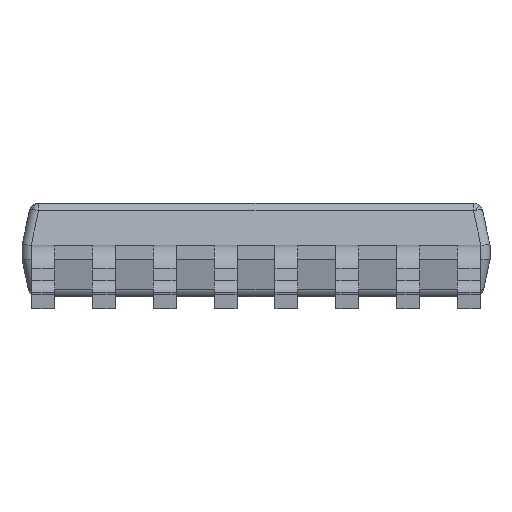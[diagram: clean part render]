
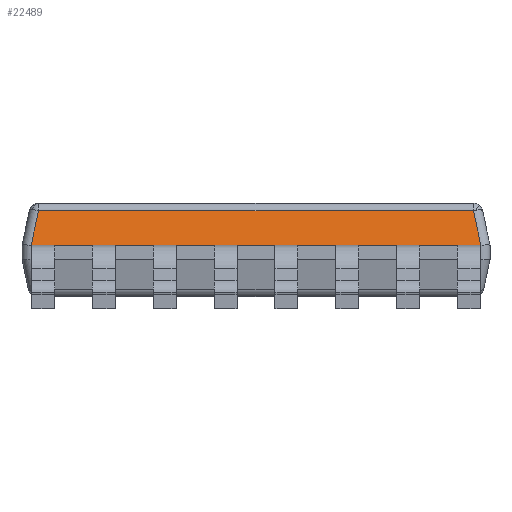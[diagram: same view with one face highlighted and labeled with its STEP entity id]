
A CAD part, left-side view. The second image highlights one B-rep face of the part: STEP entity #22489.
In plain terms, the highlighted planar face has unit normal (-0.978, 0, 0.208).
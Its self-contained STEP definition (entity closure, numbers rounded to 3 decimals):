
#330 = CARTESIAN_POINT ( 'NONE',  ( -2.2, 2.401, 0.68 ) ) ;
#454 = LINE ( 'NONE', #10658, #4996 ) ;
#665 = CARTESIAN_POINT ( 'NONE',  ( -2.121, 2.323, 1.051 ) ) ;
#3144 = VERTEX_POINT ( 'NONE', #665 ) ;
#4420 = DIRECTION ( 'NONE',  ( 0., -1., 0. ) ) ;
#4486 = EDGE_LOOP ( 'NONE', ( #7024, #17110, #12750, #22776, #18032, #5514 ) ) ;
#4529 = CARTESIAN_POINT ( 'NONE',  ( -2.2, -2.402, 0.68 ) ) ;
#4712 = AXIS2_PLACEMENT_3D ( 'NONE', #9671, #19399, #9755 ) ;
#4996 = VECTOR ( 'NONE', #10574, 1000. ) ;
#5514 = ORIENTED_EDGE ( 'NONE', *, *, #23072, .F. ) ;
#5532 = PLANE ( 'NONE',  #4712 ) ;
#6408 = CARTESIAN_POINT ( 'NONE',  ( -2.121, 2.323, 1.051 ) ) ;
#6493 = CARTESIAN_POINT ( 'NONE',  ( -2.2, -2.4, 0.68 ) ) ;
#7024 = ORIENTED_EDGE ( 'NONE', *, *, #17852, .T. ) ;
#8607 = LINE ( 'NONE', #22146, #10134 ) ;
#8627 = VECTOR ( 'NONE', #12397, 1000. ) ;
#9671 = CARTESIAN_POINT ( 'NONE',  ( -2.2, 2.5, 0.68 ) ) ;
#9755 = DIRECTION ( 'NONE',  ( 0., -1., 0. ) ) ;
#9983 = CARTESIAN_POINT ( 'NONE',  ( -2.2, 2.402, 0.68 ) ) ;
#10134 = VECTOR ( 'NONE', #4420, 1000. ) ;
#10475 = CARTESIAN_POINT ( 'NONE',  ( -2.121, -2.323, 1.051 ) ) ;
#10574 = DIRECTION ( 'NONE',  ( -0.204, -0.204, -0.958 ) ) ;
#10658 = CARTESIAN_POINT ( 'NONE',  ( -2.121, -2.323, 1.051 ) ) ;
#12082 = DIRECTION ( 'NONE',  ( 0., -1., 0. ) ) ;
#12397 = DIRECTION ( 'NONE',  ( -0.204, 0.204, -0.958 ) ) ;
#12750 = ORIENTED_EDGE ( 'NONE', *, *, #21351, .T. ) ;
#13859 = CARTESIAN_POINT ( 'NONE',  ( -2.2, -2.4, 0.68 ) ) ;
#13979 = CARTESIAN_POINT ( 'NONE',  ( -2.2, 2.4, 0.68 ) ) ;
#14058 = CARTESIAN_POINT ( 'NONE',  ( -2.2, 2.401, 0.68 ) ) ;
#14125 = VERTEX_POINT ( 'NONE', #13979 ) ;
#14138 = B_SPLINE_CURVE_WITH_KNOTS ( 'NONE', 3,
 ( #9983, #330, #14058, #15862 ),
 .UNSPECIFIED., .F., .F.,
 ( 4, 4 ),
 ( 0., 1. ),
 .UNSPECIFIED. ) ;
#15862 = CARTESIAN_POINT ( 'NONE',  ( -2.2, 2.4, 0.68 ) ) ;
#15925 = VERTEX_POINT ( 'NONE', #10475 ) ;
#16549 = LINE ( 'NONE', #6408, #8627 ) ;
#16978 = LINE ( 'NONE', #17723, #17256 ) ;
#17110 = ORIENTED_EDGE ( 'NONE', *, *, #19350, .T. ) ;
#17256 = VECTOR ( 'NONE', #12082, 1000. ) ;
#17305 = FACE_OUTER_BOUND ( 'NONE', #4486, .T. ) ;
#17723 = CARTESIAN_POINT ( 'NONE',  ( -2.121, 2.323, 1.051 ) ) ;
#17852 = EDGE_CURVE ( 'NONE', #3144, #24312, #16549, .T. ) ;
#17877 = EDGE_CURVE ( 'NONE', #22108, #24435, #23450, .T. ) ;
#18032 = ORIENTED_EDGE ( 'NONE', *, *, #20358, .F. ) ;
#19350 = EDGE_CURVE ( 'NONE', #24312, #14125, #14138, .T. ) ;
#19399 = DIRECTION ( 'NONE',  ( -0.978, 0., 0.208 ) ) ;
#20039 = CARTESIAN_POINT ( 'NONE',  ( -2.2, -2.402, 0.68 ) ) ;
#20358 = EDGE_CURVE ( 'NONE', #15925, #24435, #454, .T. ) ;
#21351 = EDGE_CURVE ( 'NONE', #14125, #22108, #8607, .T. ) ;
#22108 = VERTEX_POINT ( 'NONE', #13859 ) ;
#22146 = CARTESIAN_POINT ( 'NONE',  ( -2.2, 2.4, 0.68 ) ) ;
#22489 = ADVANCED_FACE ( 'NONE', ( #17305 ), #5532, .T. ) ;
#22776 = ORIENTED_EDGE ( 'NONE', *, *, #17877, .T. ) ;
#23072 = EDGE_CURVE ( 'NONE', #3144, #15925, #16978, .T. ) ;
#23450 = B_SPLINE_CURVE_WITH_KNOTS ( 'NONE', 3,
 ( #6493, #23979, #23897, #4529 ),
 .UNSPECIFIED., .F., .F.,
 ( 4, 4 ),
 ( 0., 1. ),
 .UNSPECIFIED. ) ;
#23602 = CARTESIAN_POINT ( 'NONE',  ( -2.2, 2.402, 0.68 ) ) ;
#23897 = CARTESIAN_POINT ( 'NONE',  ( -2.2, -2.401, 0.68 ) ) ;
#23979 = CARTESIAN_POINT ( 'NONE',  ( -2.2, -2.401, 0.68 ) ) ;
#24312 = VERTEX_POINT ( 'NONE', #23602 ) ;
#24435 = VERTEX_POINT ( 'NONE', #20039 ) ;
